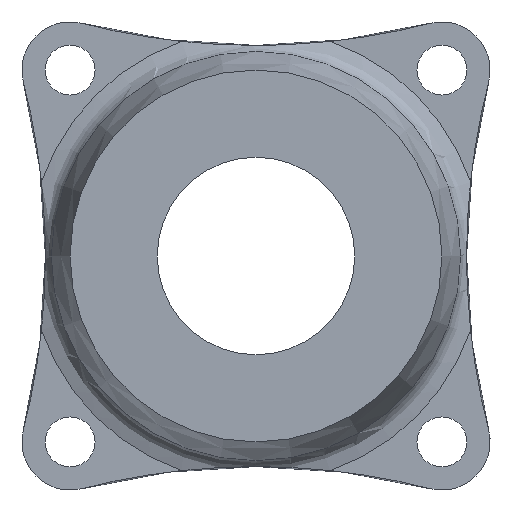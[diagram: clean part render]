
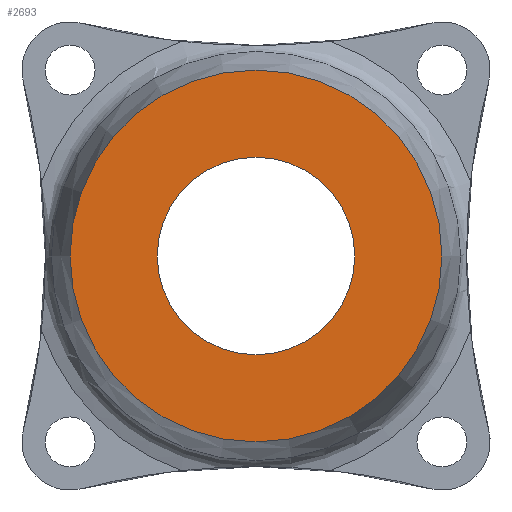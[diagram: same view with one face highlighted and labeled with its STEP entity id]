
A CAD part, left-side view. The second image highlights one B-rep face of the part: STEP entity #2693.
In plain terms, the highlighted planar face has unit normal (-1, 0, 0).
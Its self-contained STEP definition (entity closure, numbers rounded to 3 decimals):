
#128=FACE_BOUND('',#335,.T.);
#142=PLANE('',#2959);
#184=FACE_OUTER_BOUND('',#334,.T.);
#334=EDGE_LOOP('',(#1961));
#335=EDGE_LOOP('',(#1962));
#982=CIRCLE('',#2958,16.);
#983=CIRCLE('',#2960,8.5);
#1238=VERTEX_POINT('',#4438);
#1239=VERTEX_POINT('',#4442);
#1525=EDGE_CURVE('',#1238,#1238,#982,.T.);
#1527=EDGE_CURVE('',#1239,#1239,#983,.T.);
#1961=ORIENTED_EDGE('',*,*,#1525,.T.);
#1962=ORIENTED_EDGE('',*,*,#1527,.T.);
#2693=ADVANCED_FACE('',(#184,#128),#142,.T.);
#2958=AXIS2_PLACEMENT_3D('',#4439,#3462,#3463);
#2959=AXIS2_PLACEMENT_3D('',#4441,#3465,#3466);
#2960=AXIS2_PLACEMENT_3D('',#4443,#3467,#3468);
#3462=DIRECTION('center_axis',(-1.,0.,0.));
#3463=DIRECTION('ref_axis',(0.,0.,1.));
#3465=DIRECTION('center_axis',(-1.,0.,0.));
#3466=DIRECTION('ref_axis',(0.,0.,1.));
#3467=DIRECTION('center_axis',(1.,0.,0.));
#3468=DIRECTION('ref_axis',(0.,0.,-1.));
#4438=CARTESIAN_POINT('',(-11.5,27.27,143.331));
#4439=CARTESIAN_POINT('Origin',(-11.5,27.27,159.331));
#4441=CARTESIAN_POINT('Origin',(-11.5,27.27,159.331));
#4442=CARTESIAN_POINT('',(-11.5,35.77,159.331));
#4443=CARTESIAN_POINT('Origin',(-11.5,27.27,159.331));
